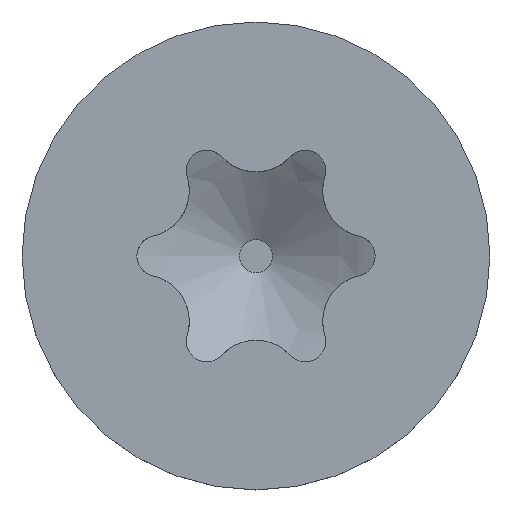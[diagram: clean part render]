
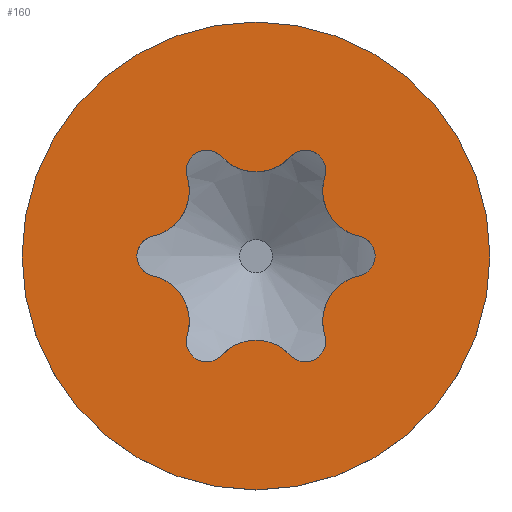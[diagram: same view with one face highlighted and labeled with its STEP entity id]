
A CAD part, top view. The second image highlights one B-rep face of the part: STEP entity #160.
In plain terms, the highlighted planar face has unit normal (0, 0, 1).
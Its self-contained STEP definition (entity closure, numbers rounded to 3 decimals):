
#141 = VERTEX_POINT('',#142);
#142 = CARTESIAN_POINT('',(2.75,0.,0.));
#148 = EDGE_CURVE('',#141,#141,#149,.T.);
#149 = CIRCLE('',#150,2.75);
#150 = AXIS2_PLACEMENT_3D('',#151,#152,#153);
#151 = CARTESIAN_POINT('',(0.,0.,0.));
#152 = DIRECTION('',(0.,0.,1.));
#153 = DIRECTION('',(1.,0.,-0.));
#160 = ADVANCED_FACE('',(#161,#164),#274,.T.);
#161 = FACE_BOUND('',#162,.T.);
#162 = EDGE_LOOP('',(#163));
#163 = ORIENTED_EDGE('',*,*,#148,.T.);
#164 = FACE_BOUND('',#165,.T.);
#165 = EDGE_LOOP('',(#166,#177,#186,#195,#204,#213,#222,#231,#240,#249,
    #258,#267));
#166 = ORIENTED_EDGE('',*,*,#167,.F.);
#167 = EDGE_CURVE('',#168,#170,#172,.T.);
#168 = VERTEX_POINT('',#169);
#169 = CARTESIAN_POINT('',(1.212,-0.234,0.));
#170 = VERTEX_POINT('',#171);
#171 = CARTESIAN_POINT('',(1.212,0.234,0.));
#172 = CIRCLE('',#173,0.24);
#173 = AXIS2_PLACEMENT_3D('',#174,#175,#176);
#174 = CARTESIAN_POINT('',(1.16,0.,0.));
#175 = DIRECTION('',(0.,-0.,1.));
#176 = DIRECTION('',(0.218,-0.976,-0.));
#177 = ORIENTED_EDGE('',*,*,#178,.T.);
#178 = EDGE_CURVE('',#168,#179,#181,.T.);
#179 = VERTEX_POINT('',#180);
#180 = CARTESIAN_POINT('',(0.809,-0.933,0.));
#181 = CIRCLE('',#182,0.548);
#182 = AXIS2_PLACEMENT_3D('',#183,#184,#185);
#183 = CARTESIAN_POINT('',(1.332,-0.769,0.));
#184 = DIRECTION('',(-0.,0.,1.));
#185 = DIRECTION('',(-0.954,-0.299,-0.));
#186 = ORIENTED_EDGE('',*,*,#187,.F.);
#187 = EDGE_CURVE('',#188,#179,#190,.T.);
#188 = VERTEX_POINT('',#189);
#189 = CARTESIAN_POINT('',(0.403,-1.167,0.));
#190 = CIRCLE('',#191,0.24);
#191 = AXIS2_PLACEMENT_3D('',#192,#193,#194);
#192 = CARTESIAN_POINT('',(0.58,-1.005,0.));
#193 = DIRECTION('',(0.,0.,1.));
#194 = DIRECTION('',(-0.736,-0.677,0.));
#195 = ORIENTED_EDGE('',*,*,#196,.T.);
#196 = EDGE_CURVE('',#188,#197,#199,.T.);
#197 = VERTEX_POINT('',#198);
#198 = CARTESIAN_POINT('',(-0.403,-1.167,0.));
#199 = CIRCLE('',#200,0.548);
#200 = AXIS2_PLACEMENT_3D('',#201,#202,#203);
#201 = CARTESIAN_POINT('',(0.,-1.538,0.));
#202 = DIRECTION('',(0.,-0.,1.));
#203 = DIRECTION('',(-0.736,0.677,0.));
#204 = ORIENTED_EDGE('',*,*,#205,.F.);
#205 = EDGE_CURVE('',#206,#197,#208,.T.);
#206 = VERTEX_POINT('',#207);
#207 = CARTESIAN_POINT('',(-0.809,-0.933,0.));
#208 = CIRCLE('',#209,0.24);
#209 = AXIS2_PLACEMENT_3D('',#210,#211,#212);
#210 = CARTESIAN_POINT('',(-0.58,-1.005,0.));
#211 = DIRECTION('',(0.,0.,1.));
#212 = DIRECTION('',(-0.954,0.299,0.));
#213 = ORIENTED_EDGE('',*,*,#214,.T.);
#214 = EDGE_CURVE('',#206,#215,#217,.T.);
#215 = VERTEX_POINT('',#216);
#216 = CARTESIAN_POINT('',(-1.212,-0.234,0.));
#217 = CIRCLE('',#218,0.548);
#218 = AXIS2_PLACEMENT_3D('',#219,#220,#221);
#219 = CARTESIAN_POINT('',(-1.332,-0.769,0.));
#220 = DIRECTION('',(0.,-0.,1.));
#221 = DIRECTION('',(0.218,0.976,0.));
#222 = ORIENTED_EDGE('',*,*,#223,.F.);
#223 = EDGE_CURVE('',#224,#215,#226,.T.);
#224 = VERTEX_POINT('',#225);
#225 = CARTESIAN_POINT('',(-1.212,0.234,0.));
#226 = CIRCLE('',#227,0.24);
#227 = AXIS2_PLACEMENT_3D('',#228,#229,#230);
#228 = CARTESIAN_POINT('',(-1.16,0.,0.));
#229 = DIRECTION('',(0.,0.,1.));
#230 = DIRECTION('',(-0.218,0.976,0.));
#231 = ORIENTED_EDGE('',*,*,#232,.T.);
#232 = EDGE_CURVE('',#224,#233,#235,.T.);
#233 = VERTEX_POINT('',#234);
#234 = CARTESIAN_POINT('',(-0.809,0.933,0.));
#235 = CIRCLE('',#236,0.548);
#236 = AXIS2_PLACEMENT_3D('',#237,#238,#239);
#237 = CARTESIAN_POINT('',(-1.332,0.769,0.));
#238 = DIRECTION('',(0.,-0.,1.));
#239 = DIRECTION('',(0.954,0.299,0.));
#240 = ORIENTED_EDGE('',*,*,#241,.F.);
#241 = EDGE_CURVE('',#242,#233,#244,.T.);
#242 = VERTEX_POINT('',#243);
#243 = CARTESIAN_POINT('',(-0.403,1.167,0.));
#244 = CIRCLE('',#245,0.24);
#245 = AXIS2_PLACEMENT_3D('',#246,#247,#248);
#246 = CARTESIAN_POINT('',(-0.58,1.005,0.));
#247 = DIRECTION('',(0.,0.,1.));
#248 = DIRECTION('',(0.736,0.677,-0.));
#249 = ORIENTED_EDGE('',*,*,#250,.T.);
#250 = EDGE_CURVE('',#242,#251,#253,.T.);
#251 = VERTEX_POINT('',#252);
#252 = CARTESIAN_POINT('',(0.403,1.167,0.));
#253 = CIRCLE('',#254,0.548);
#254 = AXIS2_PLACEMENT_3D('',#255,#256,#257);
#255 = CARTESIAN_POINT('',(0.,1.538,0.));
#256 = DIRECTION('',(0.,-0.,1.));
#257 = DIRECTION('',(0.736,-0.677,-0.));
#258 = ORIENTED_EDGE('',*,*,#259,.F.);
#259 = EDGE_CURVE('',#260,#251,#262,.T.);
#260 = VERTEX_POINT('',#261);
#261 = CARTESIAN_POINT('',(0.809,0.933,0.));
#262 = CIRCLE('',#263,0.24);
#263 = AXIS2_PLACEMENT_3D('',#264,#265,#266);
#264 = CARTESIAN_POINT('',(0.58,1.005,0.));
#265 = DIRECTION('',(0.,0.,1.));
#266 = DIRECTION('',(0.954,-0.299,0.));
#267 = ORIENTED_EDGE('',*,*,#268,.T.);
#268 = EDGE_CURVE('',#260,#170,#269,.T.);
#269 = CIRCLE('',#270,0.548);
#270 = AXIS2_PLACEMENT_3D('',#271,#272,#273);
#271 = CARTESIAN_POINT('',(1.332,0.769,0.));
#272 = DIRECTION('',(-0.,0.,1.));
#273 = DIRECTION('',(-0.218,-0.976,-0.));
#274 = PLANE('',#275);
#275 = AXIS2_PLACEMENT_3D('',#276,#277,#278);
#276 = CARTESIAN_POINT('',(0.,0.,0.));
#277 = DIRECTION('',(0.,0.,1.));
#278 = DIRECTION('',(1.,0.,-0.));
